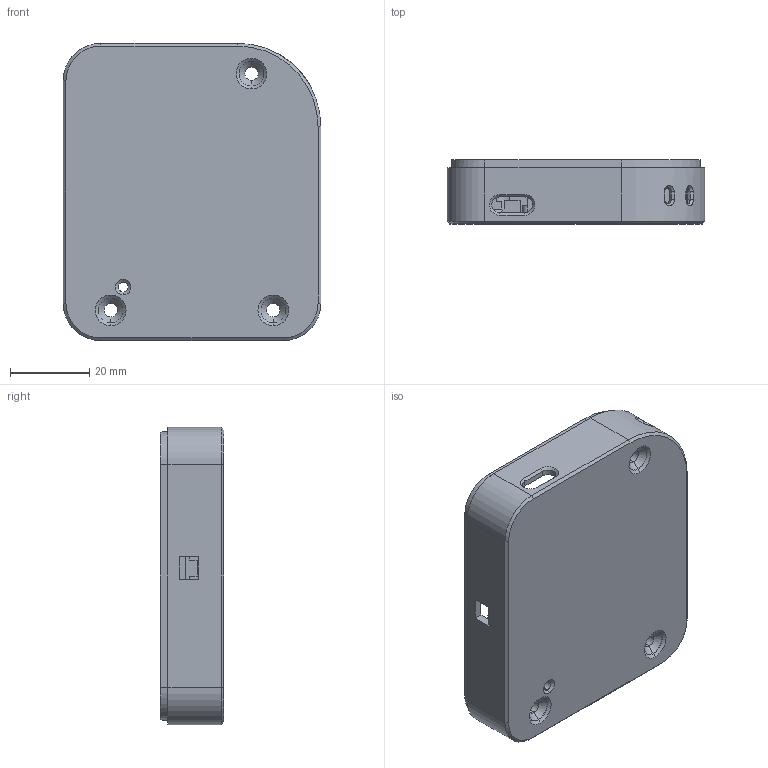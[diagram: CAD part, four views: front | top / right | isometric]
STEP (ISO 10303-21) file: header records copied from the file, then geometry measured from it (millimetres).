
FILE_DESCRIPTION (( 'STEP AP214' ), '1' );
FILE_NAME ('BASE_CASE_V1-2.STEP', '2024-09-14T02:26:14', ( '' ), ( '' ), 'SwSTEP 2.0', 'SolidWorks 2024', '' );
FILE_SCHEMA (( 'AUTOMOTIVE_DESIGN' ));
Length unit declared in the file: millimetre
Products named in the file (1): BASE_CASE_V1-2
Bounding box: 65 x 16.12 x 75 mm (x, y, z)
Volume: 23087.5 mm3; surface area: 19777.5 mm2
Topology: 1 solids, 1 shells, 173 faces, 432 edges, 269 vertices
Faces by surface type: plane 101, cylinder 39, cone 25, bspline 8
Entity records: 7144 total; most frequent: CARTESIAN_POINT 2990, ORIENTED_EDGE 864, DIRECTION 826, EDGE_CURVE 432, LINE 304, VECTOR 304, VERTEX_POINT 269, AXIS2_PLACEMENT_3D 261
